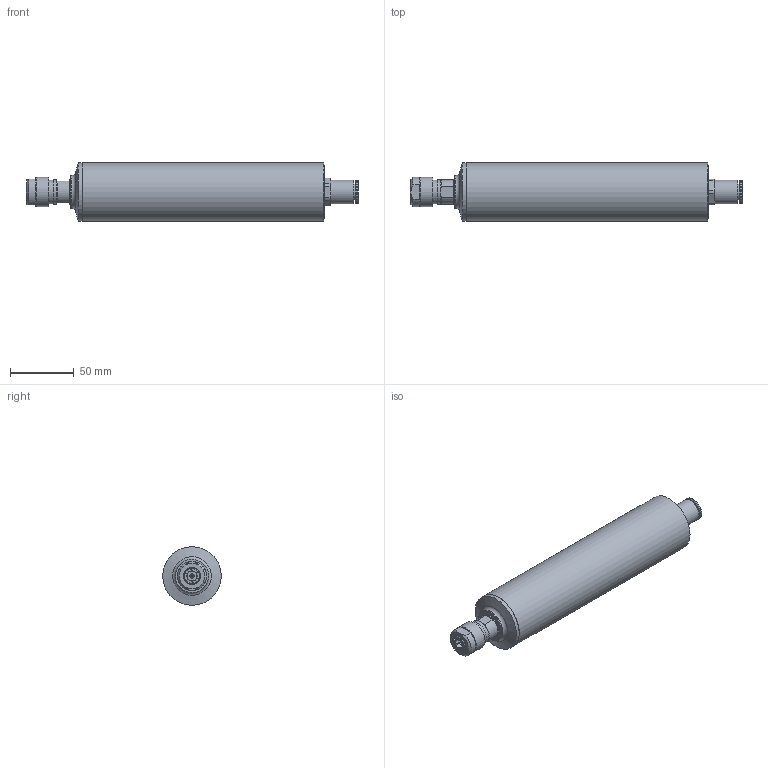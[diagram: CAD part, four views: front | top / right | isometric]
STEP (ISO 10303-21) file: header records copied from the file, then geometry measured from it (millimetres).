
FILE_DESCRIPTION(/* description */ (''),/* implementation_level */ '2;1');
FILE_NAME(/* name */ 'PGAS 8-170 RS_P29924447.stp',/* time_stamp */ '2022-04-13T09:46:27+02:00',/* author */ ('IBasyouni'),/* organization */ (''),/* preprocessor_version */ 'ST-DEVELOPER v18.1',/* originating_system */ 'Autodesk Inventor 2021',/* authorisation */ '');
FILE_SCHEMA (('AUTOMOTIVE_DESIGN { 1 0 10303 214 3 1 1 }'));
Length unit declared in the file: millimetre
Products named in the file (1): PGAS 8-170 RS_P29924447
Bounding box: 261.27 x 46 x 46 mm (x, y, z)
Volume: 338502.1 mm3; surface area: 43049.3 mm2
Topology: 1 solids, 1 shells, 225 faces, 608 edges, 393 vertices
Faces by surface type: plane 104, cone 62, cylinder 57, torus 2
Full cylindrical faces by diameter (mm): 1.6 x1, 3 x2, 8 x1, 10.5 x1, 12 x1, 13.2 x2, 14.8 x1, 15 x1, 18.5 x2, 18.8 x1, 19 x3, 20.4 x1, 23 x1, 26 x1, 39.917 x1, 42 x1, 46 x2
Entity records: 7369 total; most frequent: CARTESIAN_POINT 1603, ORIENTED_EDGE 1214, DIRECTION 1145, EDGE_CURVE 607, AXIS2_PLACEMENT_3D 465, VERTEX_POINT 393, EDGE_LOOP 246, CIRCLE 239
